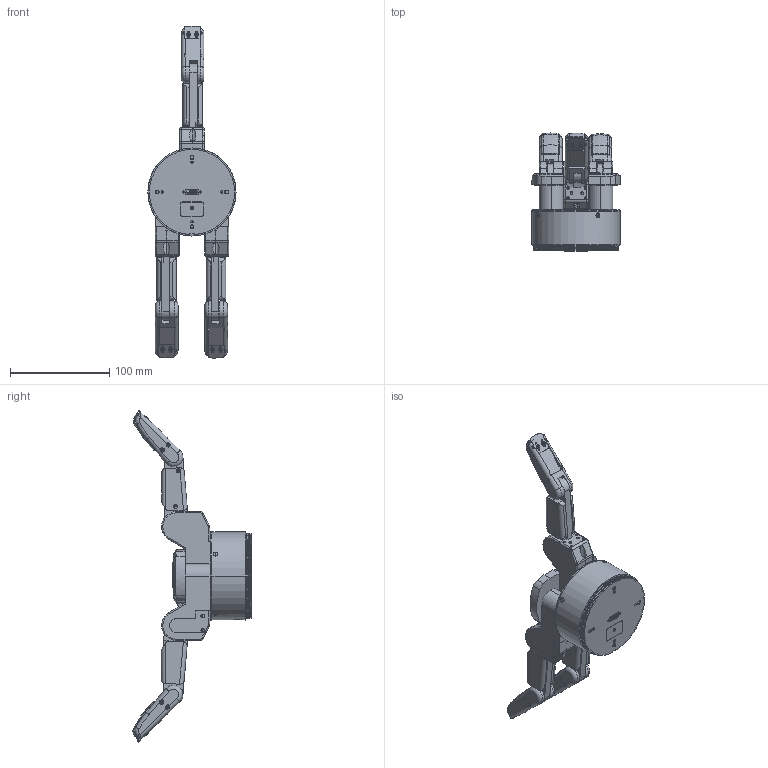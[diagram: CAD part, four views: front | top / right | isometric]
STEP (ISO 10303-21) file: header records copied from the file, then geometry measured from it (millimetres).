
FILE_DESCRIPTION (( 'STEP AP203' ), '1' );
FILE_NAME ('BarrettHand-280.STEP', '2010-10-19T16:31:49', ( ' ' ), ( ' ' ), 'SwSTEP 2.0', 'SolidWorks 2010', '' );
FILE_SCHEMA (( 'CONFIG_CONTROL_DESIGN' ));
Length unit declared in the file: millimetre
Products named in the file (5): B4157; BarrettHand-280; B4158; B4159; B4160
Assembly tree (9 placements, depth 2):
  BarrettHand-280
    B4160  x3
    B4159  x3
    B4158  x2
    B4157
Bounding box: 89 x 119.37 x 335.28 mm (x, y, z)
Volume: 642243.1 mm3; surface area: 128620.4 mm2
Topology: 9 solids, 9 shells, 2041 faces, 5096 edges, 3207 vertices
Faces by surface type: plane 1207, cylinder 475, cone 188, torus 128, bspline 39, sphere 4
Entity records: 37265 total; most frequent: CARTESIAN_POINT 8076, DIRECTION 6001, ORIENTED_EDGE 5904, EDGE_CURVE 2952, AXIS2_PLACEMENT_3D 2076, VERTEX_POINT 1850, LINE 1849, VECTOR 1849
